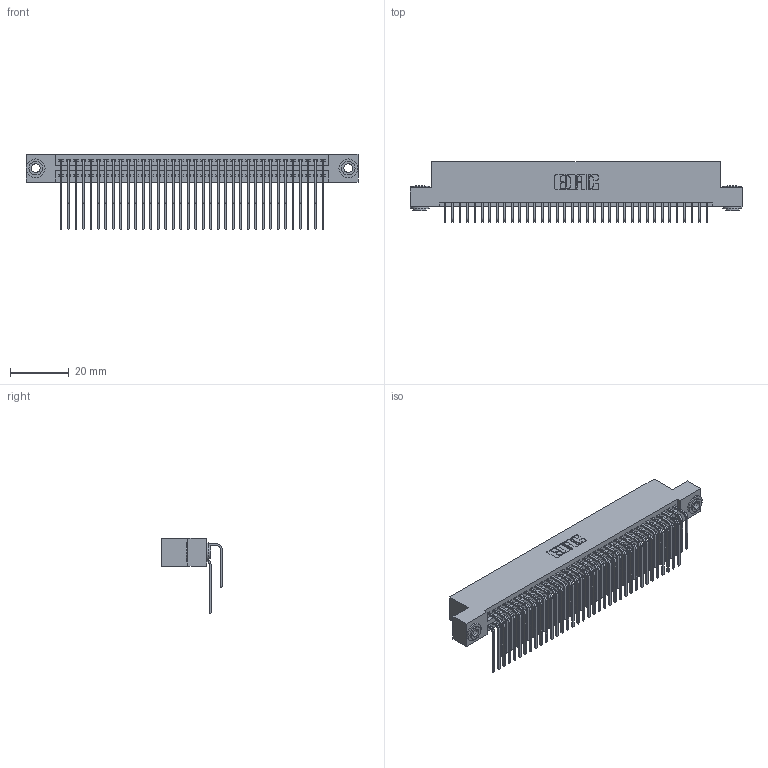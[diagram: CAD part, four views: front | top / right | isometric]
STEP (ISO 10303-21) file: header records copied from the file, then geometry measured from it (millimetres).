
FILE_DESCRIPTION (( 'STEP AP203' ), '1' );
FILE_NAME ('395-072-559-203.STEP', '2018-11-27T16:19:52', ( '' ), ( '' ), 'SwSTEP 2.0', 'SolidWorks 2016', '' );
FILE_SCHEMA (( 'CONFIG_CONTROL_DESIGN' ));
Length unit declared in the file: inch
Products named in the file (5): 345-292-001_558 559 Tail - 1; 395-072-559-203; 345 Part_Flush Mounting Lugs - 0.156 Dia-TH; 345-250-002_345-250-002-102; 345-292-001_559 Tail - 2
Assembly tree (75 placements, depth 2):
  395-072-559-203
    345 Part_Flush Mounting Lugs - 0.156 Dia-TH
    345-292-001_558 559 Tail - 1  x36
    345-292-001_559 Tail - 2  x36
    345-250-002_345-250-002-102  x2
Bounding box: 112.65 x 20.56 x 25.53 mm (x, y, z)
Volume: 11321.9 mm3; surface area: 18777.4 mm2
Topology: 75 solids, 75 shells, 3908 faces, 11577 edges, 7618 vertices
Faces by surface type: plane 2610, cylinder 1290, cone 8
Entity records: 31356 total; most frequent: CARTESIAN_POINT 5282, ORIENTED_EDGE 5158, DIRECTION 4669, EDGE_CURVE 2579, LINE 2239, VECTOR 2239, VERTEX_POINT 1714, AXIS2_PLACEMENT_3D 1215
